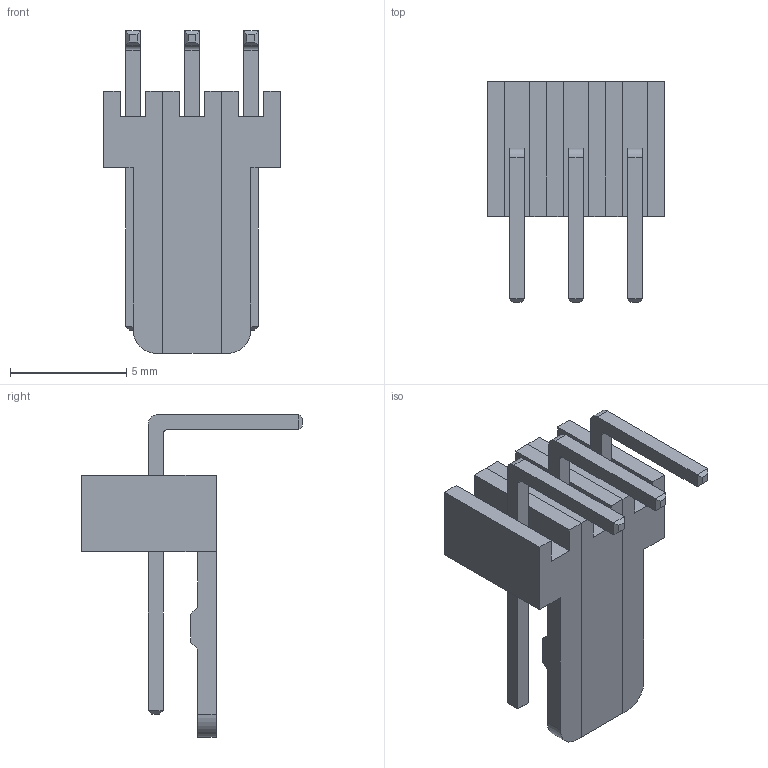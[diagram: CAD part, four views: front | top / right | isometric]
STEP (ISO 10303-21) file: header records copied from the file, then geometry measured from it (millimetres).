
FILE_DESCRIPTION (( 'STEP AP214' ), '1' );
FILE_NAME ('Molex_90Grad_3er.STEP', '2017-11-17T09:32:58', ( '' ), ( '' ), 'SwSTEP 2.0', 'SolidWorks 2016', '' );
FILE_SCHEMA (( 'AUTOMOTIVE_DESIGN' ));
Length unit declared in the file: millimetre
Products named in the file (4): Molex_Stecker_90Grad_rechts; Molex_Stecker_90Grad_mitte; Molex_Stecker_90Grad_links; Molex_90Grad_3er
Assembly tree (3 placements, depth 2):
  Molex_90Grad_3er
    Molex_Stecker_90Grad_rechts
    Molex_Stecker_90Grad_links
    Molex_Stecker_90Grad_mitte
Bounding box: 7.62 x 9.52 x 13.9 mm (x, y, z)
Volume: 179.6 mm3; surface area: 532.7 mm2
Topology: 3 solids, 3 shells, 118 faces, 294 edges, 188 vertices
Faces by surface type: plane 110, cylinder 8
Entity records: 4731 total; most frequent: CARTESIAN_POINT 606, ORIENTED_EDGE 588, DIRECTION 558, EDGE_CURVE 294, VECTOR 278, LINE 278, VERTEX_POINT 188, AXIS2_PLACEMENT_3D 140
